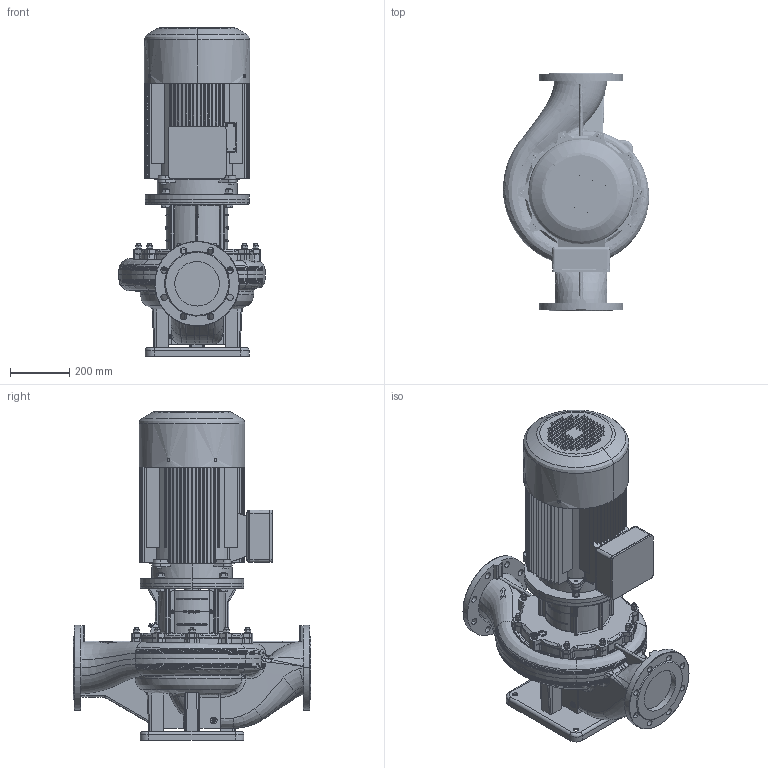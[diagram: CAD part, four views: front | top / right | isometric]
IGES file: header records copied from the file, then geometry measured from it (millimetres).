
Global section: file name: 015P2058 (RV 150-2704); native system: AutoCAD 2021 — Русский (Russian),62HAutod; preprocessor: esk Translation Framework DWG producer (atf_dwg_producer); organization: unknown; date: 20230822.214553; units: millimetre
Bounding box: 492.08 x 800 x 1108 mm (x, y, z)
Volume: 96844584.9 mm3; surface area: 5048681.6 mm2
Topology: 70 solids, 72 shells, 4421 faces, 13709 edges, 9920 vertices
Faces by surface type: bspline 4285, revolution 136
